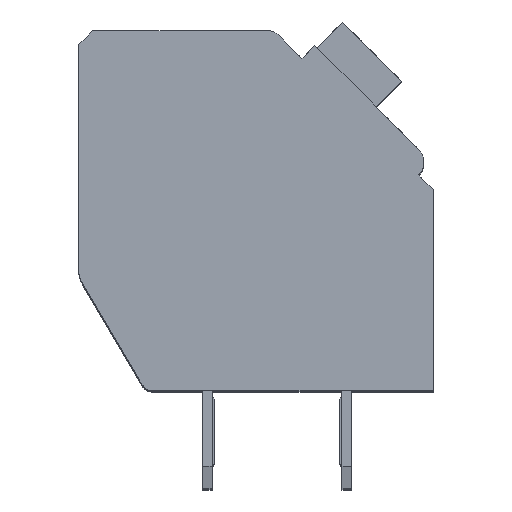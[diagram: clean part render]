
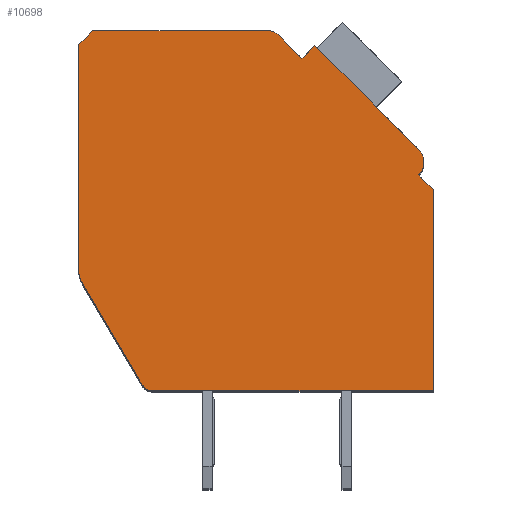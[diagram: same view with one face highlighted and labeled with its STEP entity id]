
A CAD part, top view. The second image highlights one B-rep face of the part: STEP entity #10698.
In plain terms, the highlighted planar face has unit normal (0, 0, 1).
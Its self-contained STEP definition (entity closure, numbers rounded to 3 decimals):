
#272=DIRECTION('',(0.,-1.,0.));
#273=VECTOR('',#272,8.053);
#274=CARTESIAN_POINT('',(-12.7,12.4,2.1));
#275=LINE('',#274,#273);
#276=DIRECTION('',(-0.707,-0.707,0.));
#277=VECTOR('',#276,0.707);
#278=CARTESIAN_POINT('',(-12.2,12.9,2.1));
#279=LINE('',#278,#277);
#280=DIRECTION('',(-1.,0.,0.));
#281=VECTOR('',#280,6.298);
#282=CARTESIAN_POINT('',(-5.902,12.9,2.1));
#283=LINE('',#282,#281);
#284=CARTESIAN_POINT('',(-5.902,12.4,2.1));
#285=DIRECTION('',(0.,0.,1.));
#286=DIRECTION('',(0.707,0.707,0.));
#287=AXIS2_PLACEMENT_3D('',#284,#285,#286);
#289=DIRECTION('',(-0.707,0.707,0.));
#290=VECTOR('',#289,1.197);
#291=CARTESIAN_POINT('',(-4.702,11.907,2.1));
#292=LINE('',#291,#290);
#293=DIRECTION('',(-0.707,-0.707,0.));
#294=VECTOR('',#293,0.65);
#295=CARTESIAN_POINT('',(-4.243,12.367,2.1));
#296=LINE('',#295,#294);
#297=DIRECTION('',(-0.707,0.707,0.));
#298=VECTOR('',#297,5.25);
#299=CARTESIAN_POINT('',(-0.53,8.655,2.1));
#300=LINE('',#299,#298);
#301=CARTESIAN_POINT('',(-0.99,8.195,2.1));
#302=DIRECTION('',(0.,0.,1.));
#303=DIRECTION('',(0.707,-0.707,0.));
#304=AXIS2_PLACEMENT_3D('',#301,#302,#303);
#306=DIRECTION('',(-0.707,0.707,0.));
#307=VECTOR('',#306,0.75);
#308=CARTESIAN_POINT('',(0.,7.205,2.1));
#309=LINE('',#308,#307);
#310=DIRECTION('',(0.,1.,0.));
#311=VECTOR('',#310,7.205);
#312=CARTESIAN_POINT('',(0.,0.,2.1));
#313=LINE('',#312,#311);
#314=DIRECTION('',(1.,0.,0.));
#315=VECTOR('',#314,10.014);
#316=CARTESIAN_POINT('',(-10.014,0.,2.1));
#317=LINE('',#316,#315);
#318=CARTESIAN_POINT('',(-10.014,0.5,2.1));
#319=DIRECTION('',(0.,0.,1.));
#320=DIRECTION('',(-0.862,-0.508,0.));
#321=AXIS2_PLACEMENT_3D('',#318,#319,#320);
#323=DIRECTION('',(0.508,-0.862,0.));
#324=VECTOR('',#323,4.17);
#325=CARTESIAN_POINT('',(-12.562,3.839,2.1));
#326=LINE('',#325,#324);
#327=CARTESIAN_POINT('',(-11.7,4.347,2.1));
#328=DIRECTION('',(0.,0.,1.));
#329=DIRECTION('',(-1.,0.,0.));
#330=AXIS2_PLACEMENT_3D('',#327,#328,#329);
#8001=CARTESIAN_POINT('',(-12.7,12.4,2.1));
#8002=CARTESIAN_POINT('',(-12.7,4.347,2.1));
#8003=VERTEX_POINT('',#8001);
#8004=VERTEX_POINT('',#8002);
#8005=CARTESIAN_POINT('',(-12.562,3.839,2.1));
#8006=VERTEX_POINT('',#8005);
#8007=CARTESIAN_POINT('',(-10.445,0.246,2.1));
#8008=VERTEX_POINT('',#8007);
#8009=CARTESIAN_POINT('',(-10.014,0.,2.1));
#8010=VERTEX_POINT('',#8009);
#8011=CARTESIAN_POINT('',(0.,0.,2.1));
#8012=VERTEX_POINT('',#8011);
#8013=CARTESIAN_POINT('',(0.,7.205,2.1));
#8014=VERTEX_POINT('',#8013);
#8015=CARTESIAN_POINT('',(-0.53,7.735,2.1));
#8016=VERTEX_POINT('',#8015);
#8017=CARTESIAN_POINT('',(-0.53,8.655,2.1));
#8018=VERTEX_POINT('',#8017);
#8019=CARTESIAN_POINT('',(-4.243,12.367,2.1));
#8020=VERTEX_POINT('',#8019);
#8021=CARTESIAN_POINT('',(-4.702,11.907,2.1));
#8022=VERTEX_POINT('',#8021);
#8023=CARTESIAN_POINT('',(-5.548,12.754,2.1));
#8024=VERTEX_POINT('',#8023);
#8025=CARTESIAN_POINT('',(-5.902,12.9,2.1));
#8026=VERTEX_POINT('',#8025);
#8027=CARTESIAN_POINT('',(-12.2,12.9,2.1));
#8028=VERTEX_POINT('',#8027);
#10665=CARTESIAN_POINT('',(0.,0.,2.1));
#10666=DIRECTION('',(0.,0.,1.));
#10667=DIRECTION('',(1.,0.,0.));
#10668=AXIS2_PLACEMENT_3D('',#10665,#10666,#10667);
#10669=PLANE('',#10668);
#10670=ORIENTED_EDGE('',*,*,#10441,.F.);
#10672=ORIENTED_EDGE('',*,*,#10671,.F.);
#10674=ORIENTED_EDGE('',*,*,#10673,.F.);
#10676=ORIENTED_EDGE('',*,*,#10675,.F.);
#10678=ORIENTED_EDGE('',*,*,#10677,.F.);
#10680=ORIENTED_EDGE('',*,*,#10679,.F.);
#10682=ORIENTED_EDGE('',*,*,#10681,.F.);
#10684=ORIENTED_EDGE('',*,*,#10683,.F.);
#10686=ORIENTED_EDGE('',*,*,#10685,.F.);
#10688=ORIENTED_EDGE('',*,*,#10687,.F.);
#10690=ORIENTED_EDGE('',*,*,#10689,.F.);
#10692=ORIENTED_EDGE('',*,*,#10691,.F.);
#10694=ORIENTED_EDGE('',*,*,#10693,.F.);
#10695=ORIENTED_EDGE('',*,*,#10538,.F.);
#10696=EDGE_LOOP('',(#10670,#10672,#10674,#10676,#10678,#10680,#10682,#10684,
#10686,#10688,#10690,#10692,#10694,#10695));
#10697=FACE_OUTER_BOUND('',#10696,.F.);
#288=CIRCLE('',#287,0.5);
#305=CIRCLE('',#304,0.65);
#322=CIRCLE('',#321,0.5);
#331=CIRCLE('',#330,1.);
#10441=EDGE_CURVE('',#8003,#8004,#275,.T.);
#10538=EDGE_CURVE('',#8004,#8006,#331,.T.);
#10671=EDGE_CURVE('',#8028,#8003,#279,.T.);
#10673=EDGE_CURVE('',#8026,#8028,#283,.T.);
#10675=EDGE_CURVE('',#8024,#8026,#288,.T.);
#10677=EDGE_CURVE('',#8022,#8024,#292,.T.);
#10679=EDGE_CURVE('',#8020,#8022,#296,.T.);
#10681=EDGE_CURVE('',#8018,#8020,#300,.T.);
#10683=EDGE_CURVE('',#8016,#8018,#305,.T.);
#10685=EDGE_CURVE('',#8014,#8016,#309,.T.);
#10687=EDGE_CURVE('',#8012,#8014,#313,.T.);
#10689=EDGE_CURVE('',#8010,#8012,#317,.T.);
#10691=EDGE_CURVE('',#8008,#8010,#322,.T.);
#10693=EDGE_CURVE('',#8006,#8008,#326,.T.);
#10698=ADVANCED_FACE('',(#10697),#10669,.T.);
